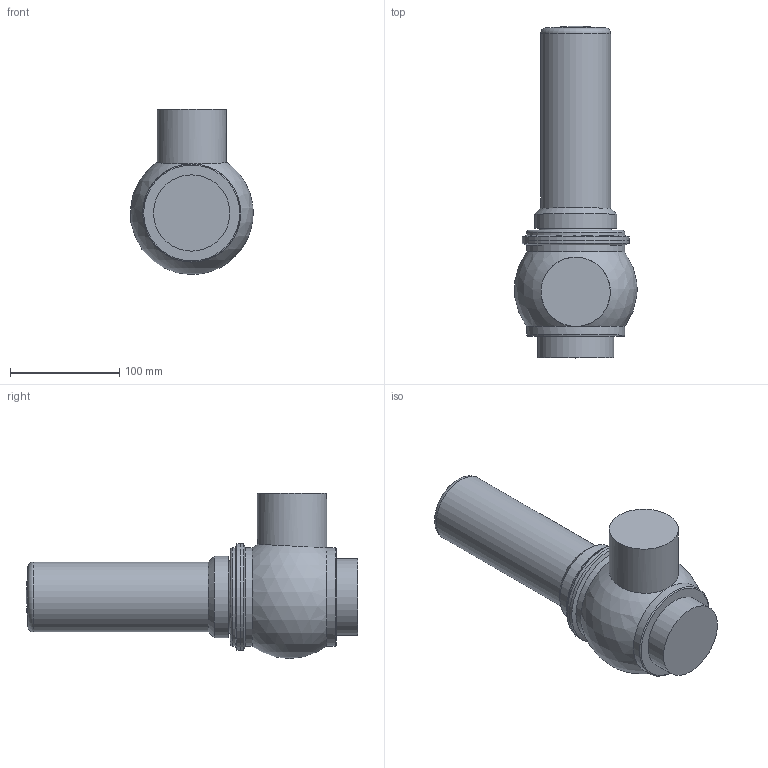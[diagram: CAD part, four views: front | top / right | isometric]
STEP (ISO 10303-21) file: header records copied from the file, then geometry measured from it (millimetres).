
FILE_DESCRIPTION((''),'2;1');
FILE_NAME('BBZS1-DN0635-SAL.stp','2009-08-27T16:44:15',('malp-m'),(''),'Autodesk Inventor 2008','Autodesk Inventor 2008','');
FILE_SCHEMA(('AUTOMOTIVE_DESIGN { 1 0 10303 214 1 1 1 1 }'));
Length unit declared in the file: millimetre
Products named in the file (3): BBZS1-DN0635-SAL; calotta BBZS1 065; COR-INF-L-SAL-DN63
Assembly tree (2 placements, depth 2):
  BBZS1-DN0635-SAL
    calotta BBZS1 065
    COR-INF-L-SAL-DN63
Bounding box: 112.39 x 304.5 x 151.5 mm (x, y, z)
Volume: 1623910.5 mm3; surface area: 114178.9 mm2
Topology: 2 solids, 2 shells, 25 faces, 47 edges, 28 vertices
Faces by surface type: cylinder 9, plane 7, cone 4, torus 3, bspline 1, sphere 1
Full cylindrical faces by diameter (mm): 63.5 x1, 64 x1, 70 x1, 75 x1, 90 x3, 98 x2
Entity records: 729 total; most frequent: CARTESIAN_POINT 244, DIRECTION 102, AXIS2_PLACEMENT_3D 51, ORIENTED_EDGE 48, EDGE_LOOP 45, FACE_OUTER_BOUND 25, ADVANCED_FACE 25, EDGE_CURVE 24
